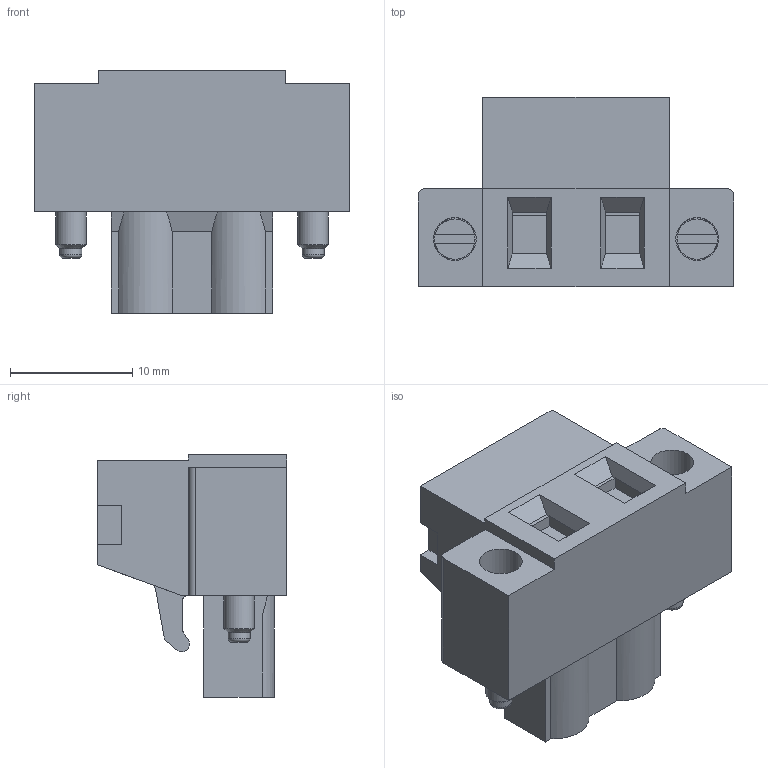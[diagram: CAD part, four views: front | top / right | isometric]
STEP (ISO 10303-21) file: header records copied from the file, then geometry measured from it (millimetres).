
FILE_DESCRIPTION(('STEP AP214'),'1');
FILE_NAME('SH02-7,62-K2.stp','2020-10-05T13:27:02',(' '),(' '),'Spatial InterOp 3D',' ',' ');
FILE_SCHEMA(('automotive_design'));
Length unit declared in the file: metre
Products named in the file (1): 1
Bounding box: 25.82 x 15.5 x 19.85 mm (x, y, z)
Volume: 3719 mm3; surface area: 2394.2 mm2
Topology: 1 solids, 1 shells, 157 faces, 394 edges, 259 vertices
Faces by surface type: plane 121, cylinder 29, cone 4, torus 2, extrusion 1
Full cylindrical faces by diameter (mm): 1.6 x2, 1.8 x2, 2.5 x2, 3.3 x2, 3.5 x2, 3.8 x2, 4 x2
Entity records: 5761 total; most frequent: CARTESIAN_POINT 791, DIRECTION 756, ORIENTED_EDGE 730, EDGE_CURVE 365, VECTOR 286, LINE 285, VERTEX_POINT 250, AXIS2_PLACEMENT_3D 235
